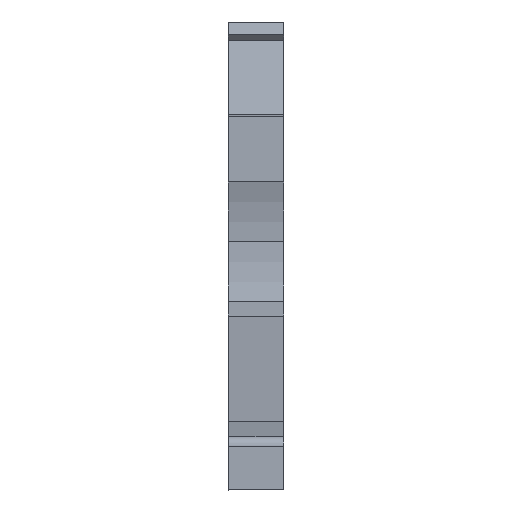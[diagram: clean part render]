
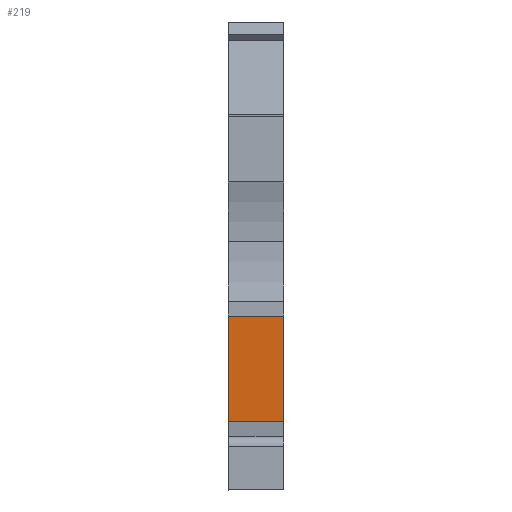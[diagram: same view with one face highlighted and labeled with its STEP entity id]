
A CAD part, front view. The second image highlights one B-rep face of the part: STEP entity #219.
In plain terms, the highlighted planar face has unit normal (0, -0.998, -0.07).
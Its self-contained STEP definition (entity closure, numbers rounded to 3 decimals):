
#219=ADVANCED_FACE('',(#562),#563,.F.);
#562=FACE_OUTER_BOUND('',#1031,.T.);
#563=PLANE('',#1032);
#1031=EDGE_LOOP('',(#1747,#1748,#1749,#1750));
#1032=AXIS2_PLACEMENT_3D('',#1751,#1752,#1753);
#1747=ORIENTED_EDGE('',*,*,#3066,.T.);
#1748=ORIENTED_EDGE('',*,*,#3103,.F.);
#1749=ORIENTED_EDGE('',*,*,#2928,.T.);
#1750=ORIENTED_EDGE('',*,*,#3106,.T.);
#1751=CARTESIAN_POINT('',(4.15,2.1,6.506));
#1752=DIRECTION('',(0.,0.998,0.07));
#1753=DIRECTION('',(-1.0,0.,0.));
#2928=EDGE_CURVE('',#3536,#3534,#3537,.T.);
#3066=EDGE_CURVE('',#3804,#3802,#3805,.T.);
#3103=EDGE_CURVE('',#3536,#3802,#3858,.T.);
#3106=EDGE_CURVE('',#3534,#3804,#3861,.T.);
#3534=VERTEX_POINT('',#4482);
#3536=VERTEX_POINT('',#4485);
#3537=LINE('',#4486,#4487);
#3802=VERTEX_POINT('',#4874);
#3804=VERTEX_POINT('',#4877);
#3805=LINE('',#4878,#4879);
#3858=LINE('',#5122,#5123);
#3861=LINE('',#5127,#5128);
#4482=CARTESIAN_POINT('',(4.15,1.639,13.1));
#4485=CARTESIAN_POINT('',(4.15,2.193,5.172));
#4486=CARTESIAN_POINT('',(4.15,2.241,4.493));
#4487=VECTOR('',#6749,1.0);
#4874=CARTESIAN_POINT('',(0.,2.193,5.172));
#4877=CARTESIAN_POINT('',(0.,1.639,13.1));
#4878=CARTESIAN_POINT('',(0.,2.241,4.493));
#4879=VECTOR('',#6912,1.0);
#5122=CARTESIAN_POINT('',(4.65,2.193,5.172));
#5123=VECTOR('',#6941,1.0);
#5127=CARTESIAN_POINT('',(4.65,1.639,13.1));
#5128=VECTOR('',#6943,1.0);
#6749=DIRECTION('',(0.,-0.07,0.998));
#6912=DIRECTION('',(0.,0.07,-0.998));
#6941=DIRECTION('',(-1.0,0.,0.));
#6943=DIRECTION('',(-1.0,0.,0.));
